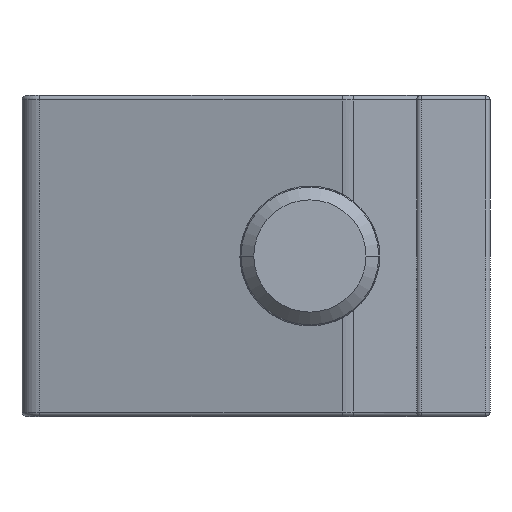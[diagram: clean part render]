
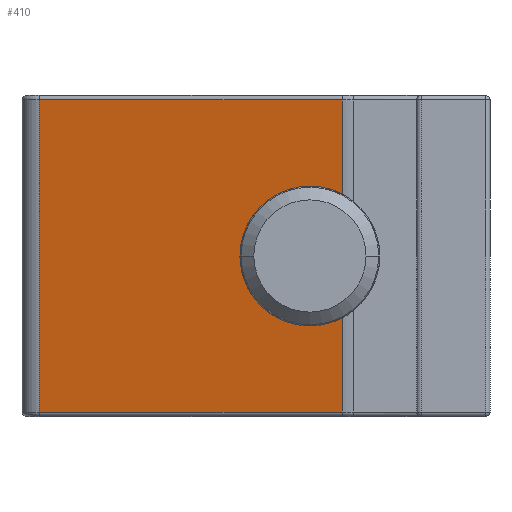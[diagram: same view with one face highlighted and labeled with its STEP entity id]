
A CAD part, front view. The second image highlights one B-rep face of the part: STEP entity #410.
In plain terms, the highlighted planar face has unit normal (-0.239, -0.971, 0).
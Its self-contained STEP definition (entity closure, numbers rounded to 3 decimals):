
#39 = CARTESIAN_POINT ( 'NONE',  ( -12.55, 3.5, 7. ) ) ;
#52 = CARTESIAN_POINT ( 'NONE',  ( -11.789, 3.313, 6.8 ) ) ;
#123 = DIRECTION ( 'NONE',  ( 0., 0., -1. ) ) ;
#195 = VECTOR ( 'NONE', #123, 1000. ) ;
#216 = EDGE_CURVE ( 'NONE', #605, #599, #1733, .T. ) ;
#243 = CARTESIAN_POINT ( 'NONE',  ( -0.857, 0.618, 3.891 ) ) ;
#277 = DIRECTION ( 'NONE',  ( 0.971, -0.239, 0. ) ) ;
#294 = FACE_OUTER_BOUND ( 'NONE', #2334, .T. ) ;
#405 = VECTOR ( 'NONE', #1861, 1000. ) ;
#410 = ADVANCED_FACE ( 'NONE', ( #294 ), #624, .F. ) ;
#453 = ORIENTED_EDGE ( 'NONE', *, *, #216, .T. ) ;
#493 = LINE ( 'NONE', #2740, #195 ) ;
#502 = AXIS2_PLACEMENT_3D ( 'NONE', #39, #546, #3094 ) ;
#546 = DIRECTION ( 'NONE',  ( 0.239, 0.971, 0. ) ) ;
#571 = ORIENTED_EDGE ( 'NONE', *, *, #2130, .T. ) ;
#585 = VERTEX_POINT ( 'NONE', #1137 ) ;
#599 = VERTEX_POINT ( 'NONE', #1521 ) ;
#605 = VERTEX_POINT ( 'NONE', #1656 ) ;
#624 = PLANE ( 'NONE',  #502 ) ;
#651 = LINE ( 'NONE', #1205, #3019 ) ;
#661 = CARTESIAN_POINT ( 'NONE',  ( -3.05, 1.158, 0. ) ) ;
#697 = VERTEX_POINT ( 'NONE', #1980 ) ;
#704 = VERTEX_POINT ( 'NONE', #1474 ) ;
#746 = ORIENTED_EDGE ( 'NONE', *, *, #2646, .T. ) ;
#766 = CARTESIAN_POINT ( 'NONE',  ( -3.05, 1.158, 2.563 ) ) ;
#871 = DIRECTION ( 'NONE',  ( -0.971, 0.239, 0. ) ) ;
#893 = LINE ( 'NONE', #3162, #2692 ) ;
#1040 = VERTEX_POINT ( 'NONE', #1240 ) ;
#1137 = CARTESIAN_POINT ( 'NONE',  ( -11.789, 3.313, 6.8 ) ) ;
#1190 = EDGE_CURVE ( 'NONE', #1197, #605, #2039, .T. ) ;
#1197 = VERTEX_POINT ( 'NONE', #2139 ) ;
#1205 = CARTESIAN_POINT ( 'NONE',  ( -12.55, 3.5, -6.8 ) ) ;
#1240 = CARTESIAN_POINT ( 'NONE',  ( 1.414, 0.058, 6.8 ) ) ;
#1271 = VECTOR ( 'NONE', #871, 1000. ) ;
#1358 = LINE ( 'NONE', #52, #1271 ) ;
#1399 = CARTESIAN_POINT ( 'NONE',  ( 1.414, 0.058, 7. ) ) ;
#1414 = ORIENTED_EDGE ( 'NONE', *, *, #1190, .T. ) ;
#1474 = CARTESIAN_POINT ( 'NONE',  ( 1.414, 0.058, -6.8 ) ) ;
#1518 = CARTESIAN_POINT ( 'NONE',  ( 1.414, 0.058, -2.702 ) ) ;
#1521 = CARTESIAN_POINT ( 'NONE',  ( 1.414, 0.058, 2.702 ) ) ;
#1656 = CARTESIAN_POINT ( 'NONE',  ( -3.05, 1.158, 0. ) ) ;
#1733 =( BOUNDED_CURVE ( )  B_SPLINE_CURVE ( 3, ( #2614, #766, #243, #3280 ),
 .UNSPECIFIED., .F., .F. ) 
 B_SPLINE_CURVE_WITH_KNOTS ( ( 4, 4 ),
 ( 0., 2.053 ),
 .UNSPECIFIED. ) 
 CURVE ( )  GEOMETRIC_REPRESENTATION_ITEM ( )  RATIONAL_B_SPLINE_CURVE ( ( 1., 0.679, 0.679, 1. ) ) 
 REPRESENTATION_ITEM ( '' )  );
#1738 = CARTESIAN_POINT ( 'NONE',  ( -3.05, 1.158, -2.563 ) ) ;
#1769 = EDGE_CURVE ( 'NONE', #1040, #585, #1358, .T. ) ;
#1792 = ORIENTED_EDGE ( 'NONE', *, *, #2666, .T. ) ;
#1861 = DIRECTION ( 'NONE',  ( 0., 0., 1. ) ) ;
#1980 = CARTESIAN_POINT ( 'NONE',  ( -11.789, 3.313, -6.8 ) ) ;
#2039 =( BOUNDED_CURVE ( )  B_SPLINE_CURVE ( 3, ( #1518, #2463, #1738, #661 ),
 .UNSPECIFIED., .F., .T. ) 
 B_SPLINE_CURVE_WITH_KNOTS ( ( 4, 4 ),
 ( 4.23, 6.283 ),
 .UNSPECIFIED. ) 
 CURVE ( )  GEOMETRIC_REPRESENTATION_ITEM ( )  RATIONAL_B_SPLINE_CURVE ( ( 1., 0.679, 0.679, 1. ) ) 
 REPRESENTATION_ITEM ( '' )  );
#2130 = EDGE_CURVE ( 'NONE', #697, #704, #651, .T. ) ;
#2139 = CARTESIAN_POINT ( 'NONE',  ( 1.414, 0.058, -2.702 ) ) ;
#2248 = LINE ( 'NONE', #1399, #405 ) ;
#2294 = ORIENTED_EDGE ( 'NONE', *, *, #2628, .T. ) ;
#2308 = ORIENTED_EDGE ( 'NONE', *, *, #1769, .T. ) ;
#2334 = EDGE_LOOP ( 'NONE', ( #571, #2294, #1414, #453, #746, #2308, #1792 ) ) ;
#2463 = CARTESIAN_POINT ( 'NONE',  ( -0.857, 0.618, -3.891 ) ) ;
#2614 = CARTESIAN_POINT ( 'NONE',  ( -3.05, 1.158, 0. ) ) ;
#2628 = EDGE_CURVE ( 'NONE', #704, #1197, #2248, .T. ) ;
#2646 = EDGE_CURVE ( 'NONE', #599, #1040, #893, .T. ) ;
#2666 = EDGE_CURVE ( 'NONE', #585, #697, #493, .T. ) ;
#2692 = VECTOR ( 'NONE', #3099, 1000. ) ;
#2740 = CARTESIAN_POINT ( 'NONE',  ( -11.789, 3.313, 7. ) ) ;
#3019 = VECTOR ( 'NONE', #277, 1000. ) ;
#3094 = DIRECTION ( 'NONE',  ( -0.971, 0.239, 0. ) ) ;
#3099 = DIRECTION ( 'NONE',  ( 0., 0., 1. ) ) ;
#3162 = CARTESIAN_POINT ( 'NONE',  ( 1.414, 0.058, 7. ) ) ;
#3280 = CARTESIAN_POINT ( 'NONE',  ( 1.414, 0.058, 2.702 ) ) ;
